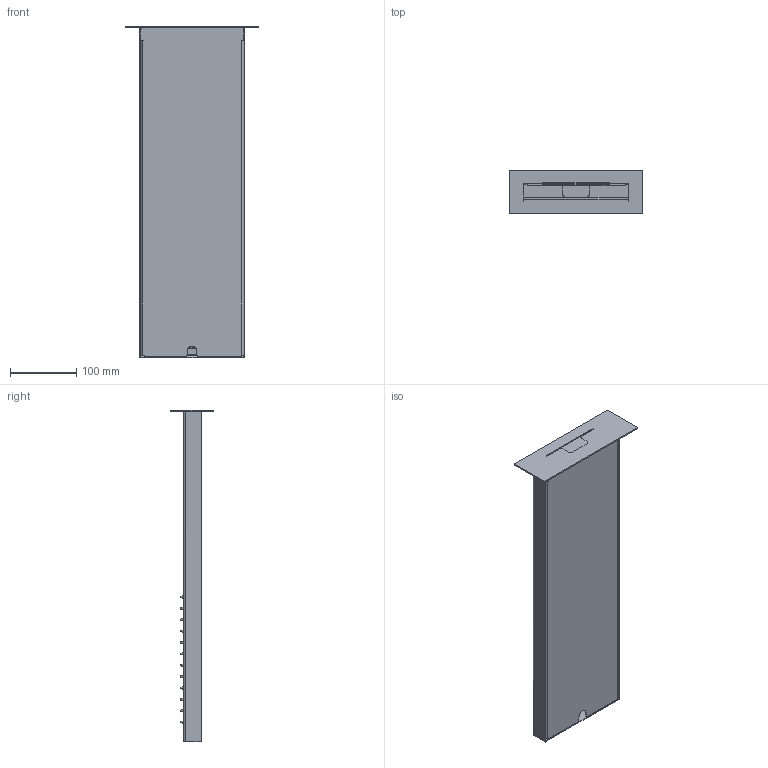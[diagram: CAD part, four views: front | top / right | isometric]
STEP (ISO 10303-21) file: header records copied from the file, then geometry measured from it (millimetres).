
FILE_DESCRIPTION((''),'2;1');
FILE_NAME('ZSOF098CR','2021-01-20T14:46:57',('ut3'),('PAFFONI SpA'),'CREO PARAMETRIC BY PTC INC, 2020044','CREO PARAMETRIC BY PTC INC, 2020044','');
FILE_SCHEMA(('CONFIG_CONTROL_DESIGN','SHAPE_APPEARANCE_LAYERS_GROUPS'));
Length unit declared in the file: millimetre
Products named in the file (1): ZSOF098CR
Bounding box: 200 x 65 x 502 mm (x, y, z)
Volume: 391915.6 mm3; surface area: 463809.5 mm2
Topology: 2 solids, 2 shells, 664 faces, 1470 edges, 904 vertices
Faces by surface type: torus 384, plane 220, cylinder 54, bspline 4, cone 2
Entity records: 27095 total; most frequent: CARTESIAN_POINT 10582, DIRECTION 3458, ORIENTED_EDGE 2940, AXIS2_PLACEMENT_3D 1532, EDGE_CURVE 1470, VERTEX_POINT 904, CIRCLE 872, EDGE_LOOP 766
